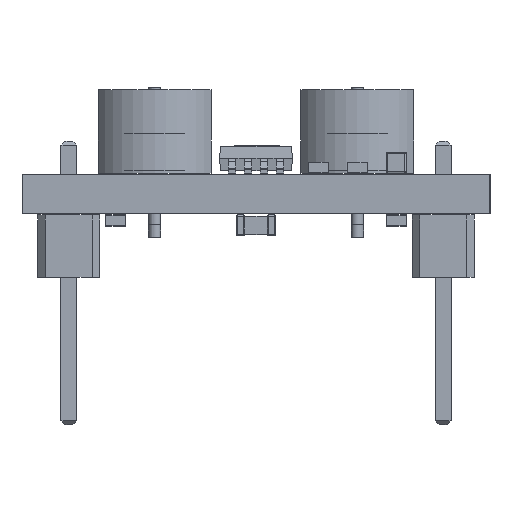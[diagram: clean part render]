
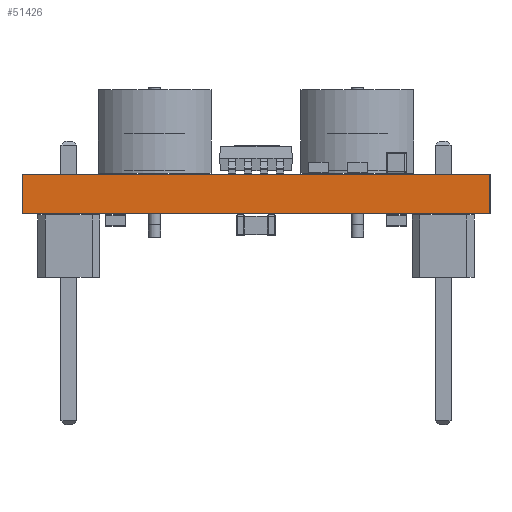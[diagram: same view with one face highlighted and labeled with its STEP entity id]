
A CAD part, left-side view. The second image highlights one B-rep face of the part: STEP entity #51426.
In plain terms, the highlighted planar face has unit normal (-1, 0, 0).
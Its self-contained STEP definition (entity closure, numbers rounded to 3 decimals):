
#51426 = ADVANCED_FACE('',(#51427),#51441,.F.);
#51427 = FACE_BOUND('',#51428,.F.);
#51428 = EDGE_LOOP('',(#51429,#51464,#51492,#51520));
#51429 = ORIENTED_EDGE('',*,*,#51430,.T.);
#51430 = EDGE_CURVE('',#51431,#51433,#51435,.T.);
#51431 = VERTEX_POINT('',#51432);
#51432 = CARTESIAN_POINT('',(133.35,-85.09,0.));
#51433 = VERTEX_POINT('',#51434);
#51434 = CARTESIAN_POINT('',(133.35,-85.09,1.6));
#51435 = SURFACE_CURVE('',#51436,(#51440,#51452),.PCURVE_S1.);
#51436 = LINE('',#51437,#51438);
#51437 = CARTESIAN_POINT('',(133.35,-85.09,0.));
#51438 = VECTOR('',#51439,1.);
#51439 = DIRECTION('',(0.,0.,1.));
#51440 = PCURVE('',#51441,#51446);
#51441 = PLANE('',#51442);
#51442 = AXIS2_PLACEMENT_3D('',#51443,#51444,#51445);
#51443 = CARTESIAN_POINT('',(133.35,-85.09,0.));
#51444 = DIRECTION('',(1.,0.,0.));
#51445 = DIRECTION('',(0.,-1.,0.));
#51446 = DEFINITIONAL_REPRESENTATION('',(#51447),#51451);
#51447 = LINE('',#51448,#51449);
#51448 = CARTESIAN_POINT('',(0.,0.));
#51449 = VECTOR('',#51450,1.);
#51450 = DIRECTION('',(0.,-1.));
#51451 = ( GEOMETRIC_REPRESENTATION_CONTEXT(2) 
PARAMETRIC_REPRESENTATION_CONTEXT() REPRESENTATION_CONTEXT('2D SPACE',''
  ) );
#51452 = PCURVE('',#51453,#51458);
#51453 = PLANE('',#51454);
#51454 = AXIS2_PLACEMENT_3D('',#51455,#51456,#51457);
#51455 = CARTESIAN_POINT('',(163.83,-85.09,0.));
#51456 = DIRECTION('',(0.,-1.,0.));
#51457 = DIRECTION('',(-1.,0.,0.));
#51458 = DEFINITIONAL_REPRESENTATION('',(#51459),#51463);
#51459 = LINE('',#51460,#51461);
#51460 = CARTESIAN_POINT('',(30.48,0.));
#51461 = VECTOR('',#51462,1.);
#51462 = DIRECTION('',(0.,-1.));
#51463 = ( GEOMETRIC_REPRESENTATION_CONTEXT(2) 
PARAMETRIC_REPRESENTATION_CONTEXT() REPRESENTATION_CONTEXT('2D SPACE',''
  ) );
#51464 = ORIENTED_EDGE('',*,*,#51465,.T.);
#51465 = EDGE_CURVE('',#51433,#51466,#51468,.T.);
#51466 = VERTEX_POINT('',#51467);
#51467 = CARTESIAN_POINT('',(133.35,-104.14,1.6));
#51468 = SURFACE_CURVE('',#51469,(#51473,#51480),.PCURVE_S1.);
#51469 = LINE('',#51470,#51471);
#51470 = CARTESIAN_POINT('',(133.35,-85.09,1.6));
#51471 = VECTOR('',#51472,1.);
#51472 = DIRECTION('',(0.,-1.,0.));
#51473 = PCURVE('',#51441,#51474);
#51474 = DEFINITIONAL_REPRESENTATION('',(#51475),#51479);
#51475 = LINE('',#51476,#51477);
#51476 = CARTESIAN_POINT('',(0.,-1.6));
#51477 = VECTOR('',#51478,1.);
#51478 = DIRECTION('',(1.,0.));
#51479 = ( GEOMETRIC_REPRESENTATION_CONTEXT(2) 
PARAMETRIC_REPRESENTATION_CONTEXT() REPRESENTATION_CONTEXT('2D SPACE',''
  ) );
#51480 = PCURVE('',#51481,#51486);
#51481 = PLANE('',#51482);
#51482 = AXIS2_PLACEMENT_3D('',#51483,#51484,#51485);
#51483 = CARTESIAN_POINT('',(148.59,-94.615,1.6));
#51484 = DIRECTION('',(0.,0.,1.));
#51485 = DIRECTION('',(1.,0.,0.));
#51486 = DEFINITIONAL_REPRESENTATION('',(#51487),#51491);
#51487 = LINE('',#51488,#51489);
#51488 = CARTESIAN_POINT('',(-15.24,9.525));
#51489 = VECTOR('',#51490,1.);
#51490 = DIRECTION('',(0.,-1.));
#51491 = ( GEOMETRIC_REPRESENTATION_CONTEXT(2) 
PARAMETRIC_REPRESENTATION_CONTEXT() REPRESENTATION_CONTEXT('2D SPACE',''
  ) );
#51492 = ORIENTED_EDGE('',*,*,#51493,.F.);
#51493 = EDGE_CURVE('',#51494,#51466,#51496,.T.);
#51494 = VERTEX_POINT('',#51495);
#51495 = CARTESIAN_POINT('',(133.35,-104.14,0.));
#51496 = SURFACE_CURVE('',#51497,(#51501,#51508),.PCURVE_S1.);
#51497 = LINE('',#51498,#51499);
#51498 = CARTESIAN_POINT('',(133.35,-104.14,0.));
#51499 = VECTOR('',#51500,1.);
#51500 = DIRECTION('',(0.,0.,1.));
#51501 = PCURVE('',#51441,#51502);
#51502 = DEFINITIONAL_REPRESENTATION('',(#51503),#51507);
#51503 = LINE('',#51504,#51505);
#51504 = CARTESIAN_POINT('',(19.05,0.));
#51505 = VECTOR('',#51506,1.);
#51506 = DIRECTION('',(0.,-1.));
#51507 = ( GEOMETRIC_REPRESENTATION_CONTEXT(2) 
PARAMETRIC_REPRESENTATION_CONTEXT() REPRESENTATION_CONTEXT('2D SPACE',''
  ) );
#51508 = PCURVE('',#51509,#51514);
#51509 = PLANE('',#51510);
#51510 = AXIS2_PLACEMENT_3D('',#51511,#51512,#51513);
#51511 = CARTESIAN_POINT('',(133.35,-104.14,0.));
#51512 = DIRECTION('',(0.,1.,0.));
#51513 = DIRECTION('',(1.,0.,0.));
#51514 = DEFINITIONAL_REPRESENTATION('',(#51515),#51519);
#51515 = LINE('',#51516,#51517);
#51516 = CARTESIAN_POINT('',(0.,0.));
#51517 = VECTOR('',#51518,1.);
#51518 = DIRECTION('',(0.,-1.));
#51519 = ( GEOMETRIC_REPRESENTATION_CONTEXT(2) 
PARAMETRIC_REPRESENTATION_CONTEXT() REPRESENTATION_CONTEXT('2D SPACE',''
  ) );
#51520 = ORIENTED_EDGE('',*,*,#51521,.F.);
#51521 = EDGE_CURVE('',#51431,#51494,#51522,.T.);
#51522 = SURFACE_CURVE('',#51523,(#51527,#51534),.PCURVE_S1.);
#51523 = LINE('',#51524,#51525);
#51524 = CARTESIAN_POINT('',(133.35,-85.09,0.));
#51525 = VECTOR('',#51526,1.);
#51526 = DIRECTION('',(0.,-1.,0.));
#51527 = PCURVE('',#51441,#51528);
#51528 = DEFINITIONAL_REPRESENTATION('',(#51529),#51533);
#51529 = LINE('',#51530,#51531);
#51530 = CARTESIAN_POINT('',(0.,0.));
#51531 = VECTOR('',#51532,1.);
#51532 = DIRECTION('',(1.,0.));
#51533 = ( GEOMETRIC_REPRESENTATION_CONTEXT(2) 
PARAMETRIC_REPRESENTATION_CONTEXT() REPRESENTATION_CONTEXT('2D SPACE',''
  ) );
#51534 = PCURVE('',#51535,#51540);
#51535 = PLANE('',#51536);
#51536 = AXIS2_PLACEMENT_3D('',#51537,#51538,#51539);
#51537 = CARTESIAN_POINT('',(148.59,-94.615,0.));
#51538 = DIRECTION('',(0.,0.,1.));
#51539 = DIRECTION('',(1.,0.,0.));
#51540 = DEFINITIONAL_REPRESENTATION('',(#51541),#51545);
#51541 = LINE('',#51542,#51543);
#51542 = CARTESIAN_POINT('',(-15.24,9.525));
#51543 = VECTOR('',#51544,1.);
#51544 = DIRECTION('',(0.,-1.));
#51545 = ( GEOMETRIC_REPRESENTATION_CONTEXT(2) 
PARAMETRIC_REPRESENTATION_CONTEXT() REPRESENTATION_CONTEXT('2D SPACE',''
  ) );
